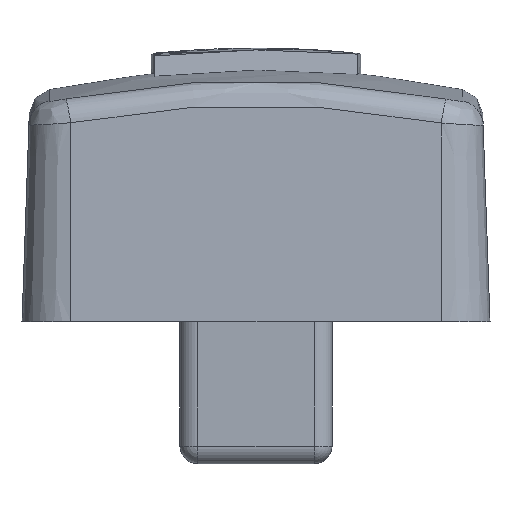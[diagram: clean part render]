
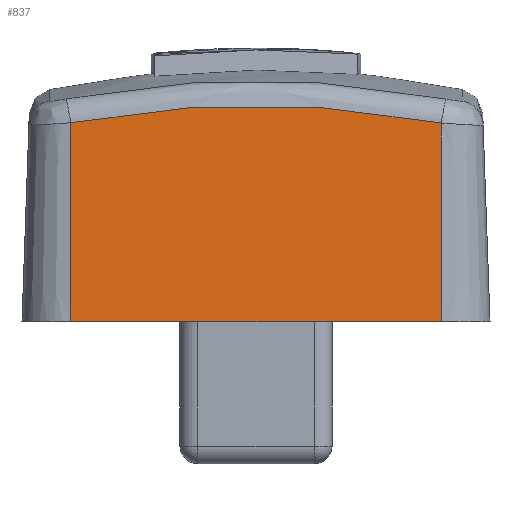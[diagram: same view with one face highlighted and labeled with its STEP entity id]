
A CAD part, left-side view. The second image highlights one B-rep face of the part: STEP entity #837.
In plain terms, the highlighted planar face has unit normal (-0.999, 0, 0.035).
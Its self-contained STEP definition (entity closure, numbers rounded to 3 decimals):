
#378=PLANE('',#2818);
#425=FACE_OUTER_BOUND('',#1022,.T.);
#610=LINE('',#4445,#730);
#611=LINE('',#4453,#731);
#612=LINE('',#4455,#732);
#730=VECTOR('',#3059,1.);
#731=VECTOR('',#3060,1.);
#732=VECTOR('',#3061,1.);
#837=ADVANCED_FACE('',(#425),#378,.T.);
#1022=EDGE_LOOP('',(#1293,#1294,#1295,#1296));
#1293=ORIENTED_EDGE('',*,*,#2326,.F.);
#1294=ORIENTED_EDGE('',*,*,#2327,.T.);
#1295=ORIENTED_EDGE('',*,*,#2328,.T.);
#1296=ORIENTED_EDGE('',*,*,#2329,.T.);
#2086=VERTEX_POINT('',#4446);
#2087=VERTEX_POINT('',#4447);
#2088=VERTEX_POINT('',#4452);
#2089=VERTEX_POINT('',#4454);
#2326=EDGE_CURVE('',#2086,#2087,#610,.T.);
#2327=EDGE_CURVE('',#2086,#2088,#2692,.T.);
#2328=EDGE_CURVE('',#2088,#2089,#611,.T.);
#2329=EDGE_CURVE('',#2089,#2087,#612,.T.);
#2692=B_SPLINE_CURVE_WITH_KNOTS('',3,(#4448,#4449,#4450,#4451),
 .UNSPECIFIED.,.F.,.F.,(4,4),(0.,1.),.UNSPECIFIED.);
#2818=AXIS2_PLACEMENT_3D('',#4456,#3062,#3063);
#3059=DIRECTION('',(-0.035,0.,-0.999));
#3060=DIRECTION('',(-0.035,0.,-0.999));
#3061=DIRECTION('',(0.,-1.,0.));
#3062=DIRECTION('',(-0.999,0.,0.035));
#3063=DIRECTION('',(0.035,0.,0.999));
#4445=CARTESIAN_POINT('',(-6.9,-3.65,0.));
#4446=CARTESIAN_POINT('',(-6.728,-3.65,4.924));
#4447=CARTESIAN_POINT('',(-6.865,-3.65,1.));
#4448=CARTESIAN_POINT('',(-6.728,-3.65,4.924));
#4449=CARTESIAN_POINT('',(-6.712,-1.235,5.39));
#4450=CARTESIAN_POINT('',(-6.712,1.234,5.392));
#4451=CARTESIAN_POINT('',(-6.728,3.65,4.928));
#4452=CARTESIAN_POINT('',(-6.728,3.65,4.928));
#4453=CARTESIAN_POINT('',(-6.9,3.65,0.));
#4454=CARTESIAN_POINT('',(-6.865,3.65,1.));
#4455=CARTESIAN_POINT('',(-6.865,3.65,1.));
#4456=CARTESIAN_POINT('',(-6.9,3.65,0.));
